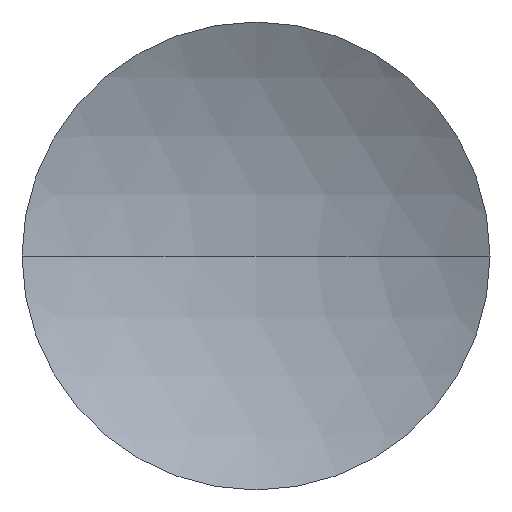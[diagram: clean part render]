
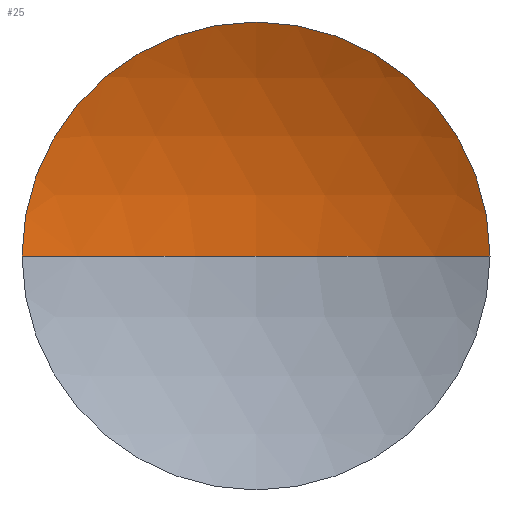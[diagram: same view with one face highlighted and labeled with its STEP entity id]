
A CAD part, left-side view. The second image highlights one B-rep face of the part: STEP entity #25.
In plain terms, the highlighted spherical face has radius 27.82 mm.
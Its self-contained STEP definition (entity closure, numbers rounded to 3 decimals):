
#6 = DIRECTION ( 'NONE',  ( -1., 0., 0. ) ) ;
#9 = DIRECTION ( 'NONE',  ( 0., 0., -1. ) ) ;
#25 = ADVANCED_FACE ( 'NONE', ( #119 ), #81, .F. ) ;
#30 = AXIS2_PLACEMENT_3D ( 'NONE', #115, #159, #95 ) ;
#44 = ORIENTED_EDGE ( 'NONE', *, *, #74, .F. ) ;
#58 = CARTESIAN_POINT ( 'NONE',  ( 116.035, 65.223, 12.7 ) ) ;
#65 = CIRCLE ( 'NONE', #166, 27.82 ) ;
#74 = EDGE_CURVE ( 'NONE', #231, #184, #65, .T. ) ;
#76 = ORIENTED_EDGE ( 'NONE', *, *, #193, .T. ) ;
#78 = CARTESIAN_POINT ( 'NONE',  ( 91.283, 65.223, 0. ) ) ;
#80 = DIRECTION ( 'NONE',  ( 0., 0., 1. ) ) ;
#81 = SPHERICAL_SURFACE ( 'NONE', #30, 27.82 ) ;
#95 = DIRECTION ( 'NONE',  ( 0., 1., 0. ) ) ;
#97 = DIRECTION ( 'NONE',  ( 1., 0., 0. ) ) ;
#99 = CARTESIAN_POINT ( 'NONE',  ( 119.103, 65.223, 0. ) ) ;
#106 = CARTESIAN_POINT ( 'NONE',  ( 116.035, 77.923, 0. ) ) ;
#111 = DIRECTION ( 'NONE',  ( 0., 0., 1. ) ) ;
#115 = CARTESIAN_POINT ( 'NONE',  ( 91.283, 65.223, 0. ) ) ;
#116 = DIRECTION ( 'NONE',  ( -1., 0., 0. ) ) ;
#117 = DIRECTION ( 'NONE',  ( 0., 0., 1. ) ) ;
#118 = CIRCLE ( 'NONE', #169, 27.82 ) ;
#119 = FACE_OUTER_BOUND ( 'NONE', #216, .T. ) ;
#120 = CARTESIAN_POINT ( 'NONE',  ( 116.035, 52.523, 0. ) ) ;
#126 = ORIENTED_EDGE ( 'NONE', *, *, #129, .T. ) ;
#127 = CIRCLE ( 'NONE', #141, 12.7 ) ;
#129 = EDGE_CURVE ( 'NONE', #231, #172, #118, .T. ) ;
#131 = ORIENTED_EDGE ( 'NONE', *, *, #211, .T. ) ;
#135 = CARTESIAN_POINT ( 'NONE',  ( 116.035, 65.223, 0. ) ) ;
#136 = VERTEX_POINT ( 'NONE', #58 ) ;
#141 = AXIS2_PLACEMENT_3D ( 'NONE', #220, #116, #117 ) ;
#149 = DIRECTION ( 'NONE',  ( 0., 1., 0. ) ) ;
#159 = DIRECTION ( 'NONE',  ( 0., 0., -1. ) ) ;
#163 = CIRCLE ( 'NONE', #206, 12.7 ) ;
#166 = AXIS2_PLACEMENT_3D ( 'NONE', #78, #111, #97 ) ;
#169 = AXIS2_PLACEMENT_3D ( 'NONE', #185, #9, #149 ) ;
#172 = VERTEX_POINT ( 'NONE', #120 ) ;
#184 = VERTEX_POINT ( 'NONE', #106 ) ;
#185 = CARTESIAN_POINT ( 'NONE',  ( 91.283, 65.223, 0. ) ) ;
#193 = EDGE_CURVE ( 'NONE', #172, #136, #163, .T. ) ;
#206 = AXIS2_PLACEMENT_3D ( 'NONE', #135, #6, #80 ) ;
#211 = EDGE_CURVE ( 'NONE', #136, #184, #127, .T. ) ;
#216 = EDGE_LOOP ( 'NONE', ( #44, #126, #76, #131 ) ) ;
#220 = CARTESIAN_POINT ( 'NONE',  ( 116.035, 65.223, 0. ) ) ;
#231 = VERTEX_POINT ( 'NONE', #99 ) ;
